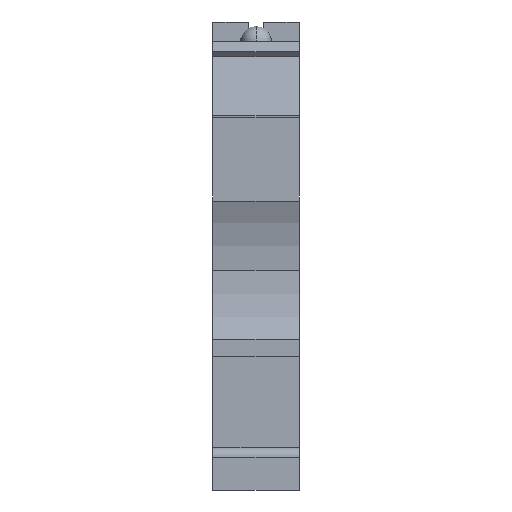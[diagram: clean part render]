
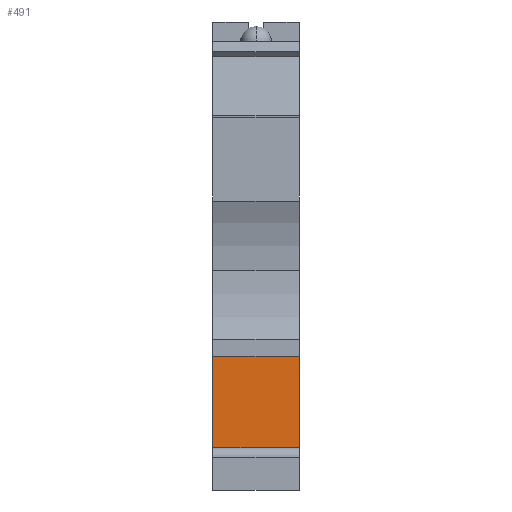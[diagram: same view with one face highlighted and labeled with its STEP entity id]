
A CAD part, front view. The second image highlights one B-rep face of the part: STEP entity #491.
In plain terms, the highlighted planar face has unit normal (0, -1, 0).
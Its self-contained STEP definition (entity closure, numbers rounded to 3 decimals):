
#491=ADVANCED_FACE('',(#1075),#1076,.T.);
#1075=FACE_OUTER_BOUND('',#1752,.T.);
#1076=PLANE('',#1753);
#1752=EDGE_LOOP('',(#3285,#3286,#3287,#3288,#3289,#3290));
#1753=AXIS2_PLACEMENT_3D('',#3291,#3292,#3293);
#3285=ORIENTED_EDGE('',*,*,#4213,.F.);
#3286=ORIENTED_EDGE('',*,*,#4620,.T.);
#3287=ORIENTED_EDGE('',*,*,#4626,.T.);
#3288=ORIENTED_EDGE('',*,*,#4628,.F.);
#3289=ORIENTED_EDGE('',*,*,#4215,.F.);
#3290=ORIENTED_EDGE('',*,*,#4649,.T.);
#3291=CARTESIAN_POINT('',(8.15,4.,4.));
#3292=DIRECTION('',(0.,-1.0,0.));
#3293=DIRECTION('',(1.0,0.,0.));
#4213=EDGE_CURVE('',#5122,#5006,#5124,.T.);
#4215=EDGE_CURVE('',#5126,#5127,#5128,.T.);
#4620=EDGE_CURVE('',#5122,#5727,#5728,.T.);
#4626=EDGE_CURVE('',#5727,#5735,#5737,.T.);
#4628=EDGE_CURVE('',#5127,#5735,#5739,.T.);
#4649=EDGE_CURVE('',#5126,#5006,#5760,.T.);
#5006=VERTEX_POINT('',#6229);
#5122=VERTEX_POINT('',#6398);
#5124=LINE('',#6401,#6402);
#5126=VERTEX_POINT('',#6404);
#5127=VERTEX_POINT('',#6405);
#5128=LINE('',#6406,#6407);
#5727=VERTEX_POINT('',#7284);
#5728=LINE('',#7285,#7286);
#5735=VERTEX_POINT('',#7295);
#5737=LINE('',#7298,#7299);
#5739=LINE('',#7301,#7302);
#5760=LINE('',#7332,#7333);
#6229=CARTESIAN_POINT('',(0.0,4.0,12.6));
#6398=CARTESIAN_POINT('',(0.0,4.0,4.));
#6401=CARTESIAN_POINT('',(0.0,4.0,11.166));
#6402=VECTOR('',#8746,1.0);
#6404=CARTESIAN_POINT('',(8.15,4.0,12.6));
#6405=CARTESIAN_POINT('',(8.15,4.0,1.5));
#6406=CARTESIAN_POINT('',(8.15,4.0,11.166));
#6407=VECTOR('',#8747,1.0);
#7284=CARTESIAN_POINT('',(1.15,4.,4.));
#7285=CARTESIAN_POINT('',(8.15,4.0,4.));
#7286=VECTOR('',#9098,1.0);
#7295=CARTESIAN_POINT('',(1.15,4.0,1.5));
#7298=CARTESIAN_POINT('',(1.15,4.0,11.166));
#7299=VECTOR('',#9105,1.0);
#7301=CARTESIAN_POINT('',(8.15,4.0,1.5));
#7302=VECTOR('',#9106,1.0);
#7332=CARTESIAN_POINT('',(8.15,4.0,12.6));
#7333=VECTOR('',#9116,1.0);
#8746=DIRECTION('',(0.,0.,1.0));
#8747=DIRECTION('',(0.,0.,-1.0));
#9098=DIRECTION('',(1.0,0.,0.));
#9105=DIRECTION('',(0.,0.,-1.0));
#9106=DIRECTION('',(-1.0,0.,0.));
#9116=DIRECTION('',(-1.0,0.,0.));
